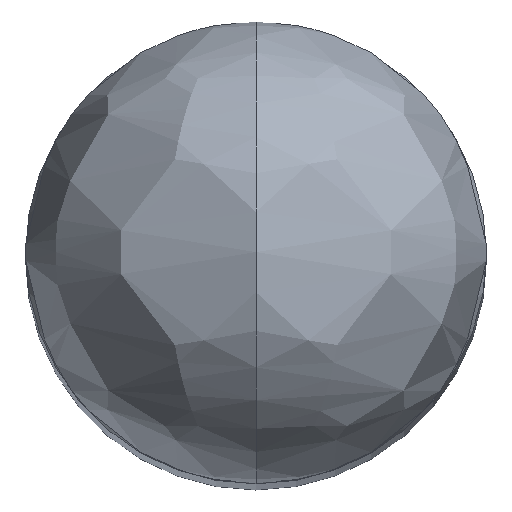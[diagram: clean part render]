
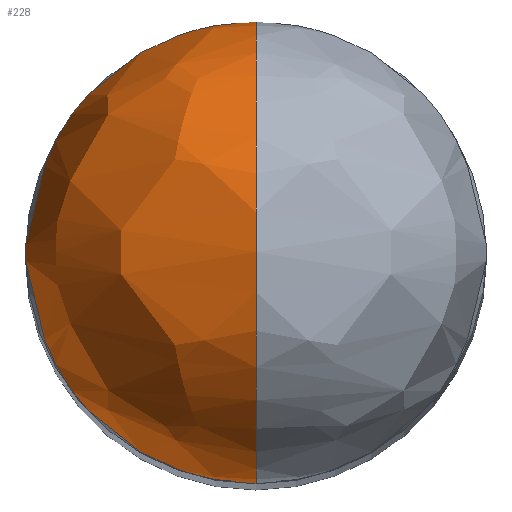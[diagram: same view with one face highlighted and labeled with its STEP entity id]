
A CAD part, top view. The second image highlights one B-rep face of the part: STEP entity #228.
In plain terms, the highlighted free-form (B-spline) face has degree [3, 3] with [4, 4] control points.
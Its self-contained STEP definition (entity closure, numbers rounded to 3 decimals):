
#3 = EDGE_CURVE ( 'NONE', #293, #549, #511, .T. ) ;
#40 = CARTESIAN_POINT ( 'NONE',  ( -48., -12., -36. ) ) ;
#41 = CARTESIAN_POINT ( 'NONE',  ( 0., 0., -12. ) ) ;
#73 = FACE_OUTER_BOUND ( 'NONE', #512, .T. ) ;
#80 = CARTESIAN_POINT ( 'NONE',  ( 0., 12., 12. ) ) ;
#86 = CARTESIAN_POINT ( 'NONE',  ( 0., 12., -12. ) ) ;
#121 = EDGE_CURVE ( 'NONE', #453, #549, #344, .T. ) ;
#148 = VERTEX_POINT ( 'NONE', #468 ) ;
#156 = CIRCLE ( 'NONE', #513, 12. ) ;
#162 = CARTESIAN_POINT ( 'NONE',  ( 0., 12., -12. ) ) ;
#170 = CARTESIAN_POINT ( 'NONE',  ( 0., -12., -12. ) ) ;
#192 = ORIENTED_EDGE ( 'NONE', *, *, #352, .T. ) ;
#198 = AXIS2_PLACEMENT_3D ( 'NONE', #461, #242, #469 ) ;
#203 = CARTESIAN_POINT ( 'NONE',  ( -48., -12., 12. ) ) ;
#211 = DIRECTION ( 'NONE',  ( 1., 0., 0. ) ) ;
#217 = CARTESIAN_POINT ( 'NONE',  ( 0., 0., -12. ) ) ;
#228 = ADVANCED_FACE ( 'NONE', ( #73 ), #445, .T. ) ;
#238 = ORIENTED_EDGE ( 'NONE', *, *, #3, .F. ) ;
#242 = DIRECTION ( 'NONE',  ( -1., 0., 0. ) ) ;
#249 = CARTESIAN_POINT ( 'NONE',  ( 0., -12., 12. ) ) ;
#251 = CARTESIAN_POINT ( 'NONE',  ( 0., 12., -12. ) ) ;
#292 = EDGE_CURVE ( 'NONE', #453, #148, #156, .T. ) ;
#293 = VERTEX_POINT ( 'NONE', #347 ) ;
#296 = CARTESIAN_POINT ( 'NONE',  ( -48., 12., -36. ) ) ;
#303 = DIRECTION ( 'NONE',  ( 0., -1., 0. ) ) ;
#307 = DIRECTION ( 'NONE',  ( 0., 0., 1. ) ) ;
#340 = CARTESIAN_POINT ( 'NONE',  ( 0., -12., -36. ) ) ;
#344 = CIRCLE ( 'NONE', #198, 12. ) ;
#346 = ORIENTED_EDGE ( 'NONE', *, *, #121, .T. ) ;
#347 = CARTESIAN_POINT ( 'NONE',  ( 0., 7.705, -21.199 ) ) ;
#350 = DIRECTION ( 'NONE',  ( 0., 1., 0. ) ) ;
#352 = EDGE_CURVE ( 'NONE', #293, #148, #475, .T. ) ;
#385 = CARTESIAN_POINT ( 'NONE',  ( -48., 12., 12. ) ) ;
#394 = DIRECTION ( 'NONE',  ( 0., -1., 0. ) ) ;
#399 = AXIS2_PLACEMENT_3D ( 'NONE', #41, #211, #303 ) ;
#430 = CARTESIAN_POINT ( 'NONE',  ( 0., 12., -12. ) ) ;
#445 =( BOUNDED_SURFACE ( )  B_SPLINE_SURFACE ( 3, 3, ( 
 ( #518, #567, #570, #519 ),
 ( #249, #203, #40, #340 ),
 ( #80, #385, #296, #471 ),
 ( #251, #86, #430, #162 ) ),
 .UNSPECIFIED., .F., .F., .F. ) 
 B_SPLINE_SURFACE_WITH_KNOTS ( ( 4, 4 ),
 ( 4, 4 ),
 ( 0., 1. ),
 ( 0., 1. ),
 .UNSPECIFIED. ) 
 GEOMETRIC_REPRESENTATION_ITEM ( )  RATIONAL_B_SPLINE_SURFACE ( (
 ( 1., 0.333, 0.333, 1.),
 ( 0.333, 0.111, 0.111, 0.333),
 ( 0.333, 0.111, 0.111, 0.333),
 ( 1., 0.333, 0.333, 1.) ) ) 
 REPRESENTATION_ITEM ( '' )  SURFACE ( )  );
#451 = CARTESIAN_POINT ( 'NONE',  ( 0., 12., -12. ) ) ;
#453 = VERTEX_POINT ( 'NONE', #170 ) ;
#454 = ORIENTED_EDGE ( 'NONE', *, *, #292, .F. ) ;
#461 = CARTESIAN_POINT ( 'NONE',  ( 0., 0., -12. ) ) ;
#468 = CARTESIAN_POINT ( 'NONE',  ( 0., -7.705, -21.199 ) ) ;
#469 = DIRECTION ( 'NONE',  ( 0., -1., 0. ) ) ;
#471 = CARTESIAN_POINT ( 'NONE',  ( 0., 12., -36. ) ) ;
#475 = CIRCLE ( 'NONE', #488, 7.705 ) ;
#477 = CARTESIAN_POINT ( 'NONE',  ( 0., 0., -21.199 ) ) ;
#488 = AXIS2_PLACEMENT_3D ( 'NONE', #477, #307, #350 ) ;
#511 = CIRCLE ( 'NONE', #399, 12. ) ;
#512 = EDGE_LOOP ( 'NONE', ( #454, #346, #238, #192 ) ) ;
#513 = AXIS2_PLACEMENT_3D ( 'NONE', #217, #526, #394 ) ;
#518 = CARTESIAN_POINT ( 'NONE',  ( 0., -12., -12. ) ) ;
#519 = CARTESIAN_POINT ( 'NONE',  ( 0., -12., -12. ) ) ;
#526 = DIRECTION ( 'NONE',  ( 1., 0., 0. ) ) ;
#549 = VERTEX_POINT ( 'NONE', #451 ) ;
#567 = CARTESIAN_POINT ( 'NONE',  ( 0., -12., -12. ) ) ;
#570 = CARTESIAN_POINT ( 'NONE',  ( 0., -12., -12. ) ) ;
